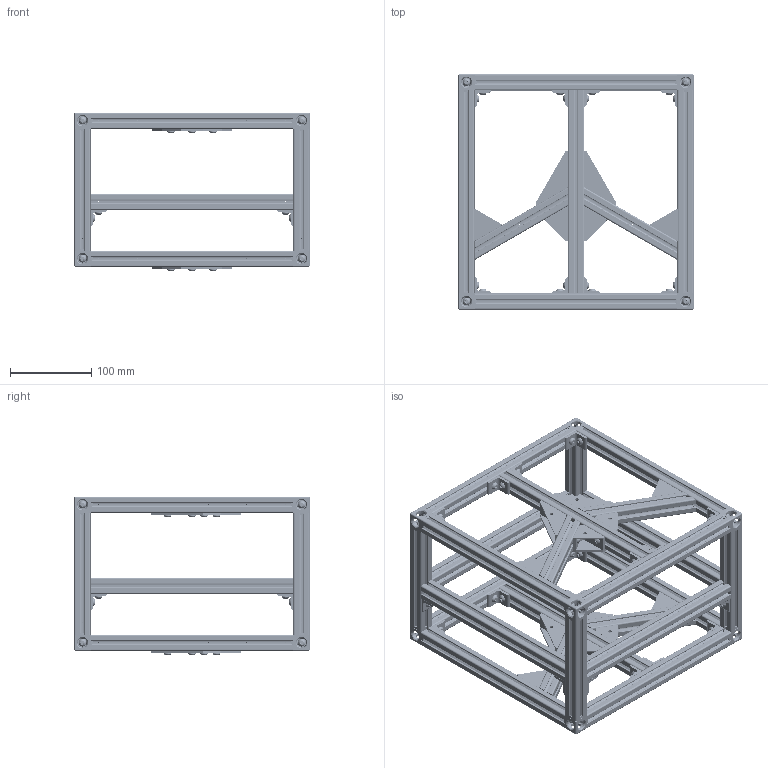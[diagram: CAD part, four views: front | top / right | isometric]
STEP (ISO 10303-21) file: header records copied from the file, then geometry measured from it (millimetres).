
FILE_DESCRIPTION(/* description */ (''),/* implementation_level */ '2;1');
FILE_NAME(/* name */ 'Frame.step',/* time_stamp */ '2025-11-18T11:17:01-05:00',/* author */ (''),/* organization */ (''),/* preprocessor_version */ 'ST-DEVELOPER v20.1',/* originating_system */ 'Autodesk Translation Framework v14.21.0.0',/* authorisation */ '');
FILE_SCHEMA (('AUTOMOTIVE_DESIGN { 1 0 10303 214 3 1 1 }'));
Length unit declared in the file: millimetre
Products named in the file (35): Frame; 5537T502_T-Slotted Framing; 5537T289_T-Slotted Framing; 92095A214_Button Head Hex Drive Screw; Angle Iron Aluminum Extrusion 2020; Angle Iron Aluminum Extrusion 2020_1; Angle Iron Aluminum Extrusion 2020_2; Angle Iron Aluminum Extrusion 2020_3; Angle Iron Aluminum Extrusion 2020_4; Angle Iron Aluminum Extrusion 2020_5; Angle Iron Aluminum Extrusion 2020_6; Angle Iron Aluminum Extrusion 2020_7; 5537T502_T-Slotted Framing_1; 5537T502_T-Slotted Framing_2; Cross Brace; 5537T502_T-Slotted Framing_3; Angle Iron Aluminum Extrusion 2020_8; Angle Iron Aluminum Extrusion 2020_9; Angle Iron Aluminum Extrusion 2020_10; Angle Iron Aluminum Extrusion 2020_11; Angle Iron Aluminum Extrusion 2020_12; Angle Iron Aluminum Extrusion 2020_13; Angle Iron Aluminum Extrusion 2020_14; Angle Iron Aluminum Extrusion 2020_15; Angle Iron Aluminum Extrusion 2020_16; Angle Iron Aluminum Extrusion 2020_17; Angle Iron Aluminum Extrusion 2020_18; Angle Iron Aluminum Extrusion 2020_19; Angle Iron Aluminum Extrusion 2020_20; Angle Iron Aluminum Extrusion 2020_21; Angle Iron Aluminum Extrusion 2020_22; Angle Iron Aluminum Extrusion 2020_23; 5537T935_T-Slotted Framing; 60 Degree Brace; 92095A206_Button Head Hex Drive Screw
Assembly tree (190 placements, depth 3):
  Frame
    5537T289_T-Slotted Framing  x8
    5537T502_T-Slotted Framing_3  x12
    5537T502_T-Slotted Framing  x4
    92095A214_Button Head Hex Drive Screw  x24
    Angle Iron Aluminum Extrusion 2020
      5537T935_T-Slotted Framing
    Angle Iron Aluminum Extrusion 2020_1
      5537T935_T-Slotted Framing
    Angle Iron Aluminum Extrusion 2020_2
      5537T935_T-Slotted Framing
    Angle Iron Aluminum Extrusion 2020_3
      5537T935_T-Slotted Framing
    Angle Iron Aluminum Extrusion 2020_4
      5537T935_T-Slotted Framing
    Angle Iron Aluminum Extrusion 2020_5
      5537T935_T-Slotted Framing
    Angle Iron Aluminum Extrusion 2020_6
      5537T935_T-Slotted Framing
    Angle Iron Aluminum Extrusion 2020_7
      5537T935_T-Slotted Framing
    5537T502_T-Slotted Framing_1  x2
    5537T502_T-Slotted Framing_2  x4
    Cross Brace  x2
    92095A206_Button Head Hex Drive Screw  x82
    Angle Iron Aluminum Extrusion 2020_8
      5537T935_T-Slotted Framing
    Angle Iron Aluminum Extrusion 2020_9
      5537T935_T-Slotted Framing
    Angle Iron Aluminum Extrusion 2020_10
      5537T935_T-Slotted Framing
    Angle Iron Aluminum Extrusion 2020_11
      5537T935_T-Slotted Framing
    Angle Iron Aluminum Extrusion 2020_12
      5537T935_T-Slotted Framing
    Angle Iron Aluminum Extrusion 2020_13
      5537T935_T-Slotted Framing
    Angle Iron Aluminum Extrusion 2020_14
      5537T935_T-Slotted Framing
    Angle Iron Aluminum Extrusion 2020_15
      5537T935_T-Slotted Framing
    Angle Iron Aluminum Extrusion 2020_16
      5537T935_T-Slotted Framing
    Angle Iron Aluminum Extrusion 2020_17
      5537T935_T-Slotted Framing
    Angle Iron Aluminum Extrusion 2020_18
      5537T935_T-Slotted Framing
    Angle Iron Aluminum Extrusion 2020_19
      5537T935_T-Slotted Framing
    Angle Iron Aluminum Extrusion 2020_20
      5537T935_T-Slotted Framing
    Angle Iron Aluminum Extrusion 2020_21
      5537T935_T-Slotted Framing
    Angle Iron Aluminum Extrusion 2020_22
      5537T935_T-Slotted Framing
    Angle Iron Aluminum Extrusion 2020_23
      5537T935_T-Slotted Framing
    60 Degree Brace  x4
Bounding box: 290 x 290 x 195.75 mm (x, y, z)
Volume: 1135570.2 mm3; surface area: 997605 mm2
Topology: 166 solids, 166 shells, 9150 faces, 23726 edges, 15114 vertices
Faces by surface type: cylinder 4590, plane 2920, cone 1050, sphere 354, bspline 212, torus 24
Full cylindrical faces by diameter (mm): 1 x332, 3.961 x1044, 4.3 x22, 4.8 x8, 5 x1068, 5.2 x58, 5.5 x48, 9.5 x106
Entity records: 36331 total; most frequent: CARTESIAN_POINT 13584, DIRECTION 4653, ORIENTED_EDGE 4450, EDGE_CURVE 2225, AXIS2_PLACEMENT_3D 1665, VERTEX_POINT 1450, LINE 1323, VECTOR 1323
